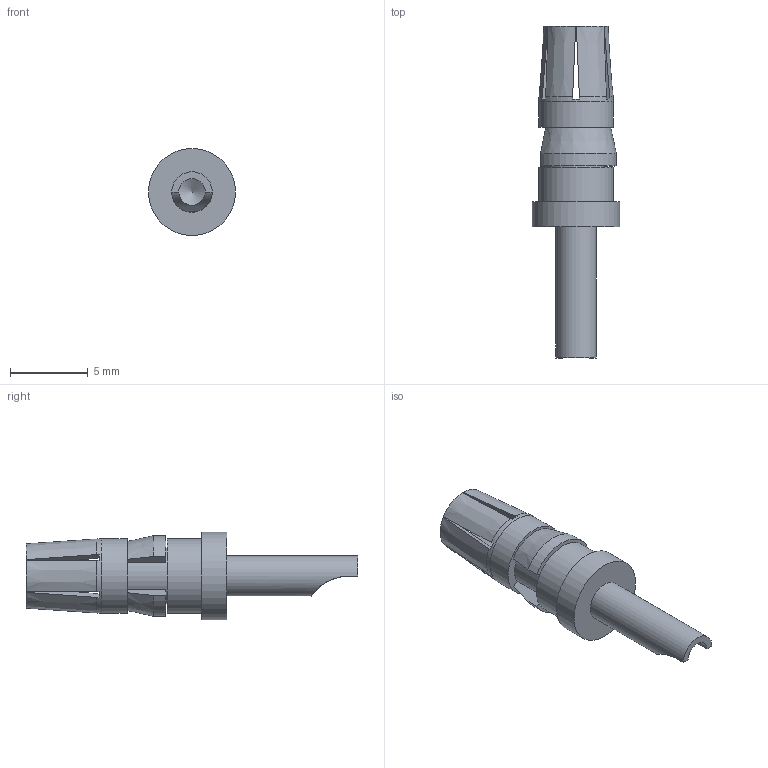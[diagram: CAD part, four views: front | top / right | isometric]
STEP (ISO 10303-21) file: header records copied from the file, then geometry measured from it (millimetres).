
FILE_DESCRIPTION(/* description */ (''),/* implementation_level */ '2;1');
FILE_NAME(/* name */ '100119921ugm000_b.stp',/* time_stamp */ '2014-01-10T08:49:05+01:00',/* author */ (''),/* organization */ (''),/* preprocessor_version */ 'ST-DEVELOPER v15',/* originating_system */ 'SIEMENS PLM Software NX 8.5',/* authorisation */ '');
FILE_SCHEMA (('AUTOMOTIVE_DESIGN { 1 0 10303 214 3 1 1 1 }'));
Length unit declared in the file: millimetre
Products named in the file (1): 100119921ugm000_b
Bounding box: 5.6 x 21.35 x 5.6 mm (x, y, z)
Volume: 191.4 mm3; surface area: 454.3 mm2
Topology: 1 solids, 1 shells, 62 faces, 172 edges, 115 vertices
Faces by surface type: plane 37, cone 14, cylinder 9, bspline 2
Full cylindrical faces by diameter (mm): 1.7 x1, 2.6 x1, 3.6 x1, 3.81 x1, 4.8 x2, 5.6 x1
Entity records: 2227 total; most frequent: CARTESIAN_POINT 717, ORIENTED_EDGE 314, DIRECTION 291, EDGE_CURVE 157, AXIS2_PLACEMENT_3D 124, VERTEX_POINT 112, EDGE_LOOP 76, CIRCLE 63
